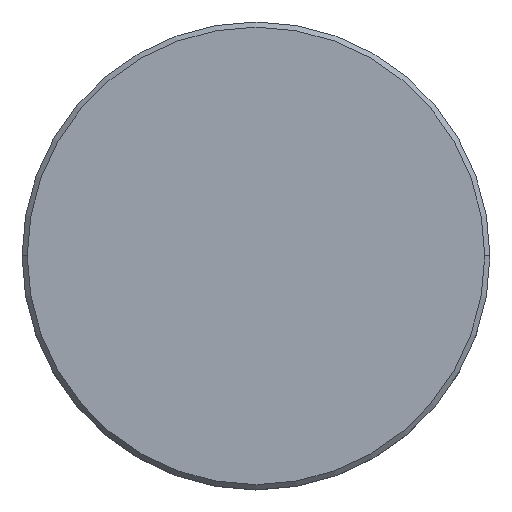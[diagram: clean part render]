
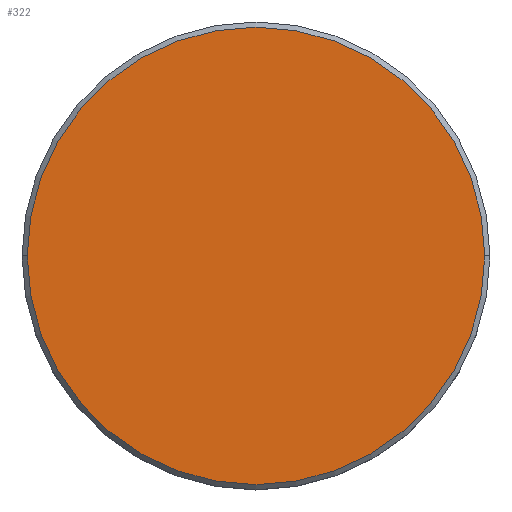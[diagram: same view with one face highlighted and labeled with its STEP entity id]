
A CAD part, top view. The second image highlights one B-rep face of the part: STEP entity #322.
In plain terms, the highlighted planar face has unit normal (0, 0, 1).
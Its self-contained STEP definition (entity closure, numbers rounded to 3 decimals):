
#48 = CARTESIAN_POINT ( 'NONE',  ( 22., 0., 0. ) ) ;
#62 = CARTESIAN_POINT ( 'NONE',  ( 0., 0., 0. ) ) ;
#65 = FACE_OUTER_BOUND ( 'NONE', #181, .T. ) ;
#137 = DIRECTION ( 'NONE',  ( 1., 0., 0. ) ) ;
#144 = CARTESIAN_POINT ( 'NONE',  ( 0., 0., 0. ) ) ;
#158 = EDGE_CURVE ( 'NONE', #178, #364, #336, .T. ) ;
#162 = ORIENTED_EDGE ( 'NONE', *, *, #168, .T. ) ;
#167 = CIRCLE ( 'NONE', #438, 22. ) ;
#168 = EDGE_CURVE ( 'NONE', #364, #178, #167, .T. ) ;
#178 = VERTEX_POINT ( 'NONE', #48 ) ;
#179 = CARTESIAN_POINT ( 'NONE',  ( -22., 0., 0. ) ) ;
#181 = EDGE_LOOP ( 'NONE', ( #162, #361 ) ) ;
#250 = DIRECTION ( 'NONE',  ( 0., 0., 1. ) ) ;
#300 = DIRECTION ( 'NONE',  ( 1., 0., 0. ) ) ;
#317 = AXIS2_PLACEMENT_3D ( 'NONE', #62, #250, #300 ) ;
#322 = ADVANCED_FACE ( 'NONE', ( #65 ), #345, .T. ) ;
#336 = CIRCLE ( 'NONE', #427, 22. ) ;
#345 = PLANE ( 'NONE',  #317 ) ;
#361 = ORIENTED_EDGE ( 'NONE', *, *, #158, .T. ) ;
#364 = VERTEX_POINT ( 'NONE', #179 ) ;
#370 = CARTESIAN_POINT ( 'NONE',  ( 0., 0., 0. ) ) ;
#427 = AXIS2_PLACEMENT_3D ( 'NONE', #370, #556, #137 ) ;
#438 = AXIS2_PLACEMENT_3D ( 'NONE', #144, #462, #567 ) ;
#462 = DIRECTION ( 'NONE',  ( 0., 0., 1. ) ) ;
#556 = DIRECTION ( 'NONE',  ( 0., 0., 1. ) ) ;
#567 = DIRECTION ( 'NONE',  ( 1., 0., 0. ) ) ;
